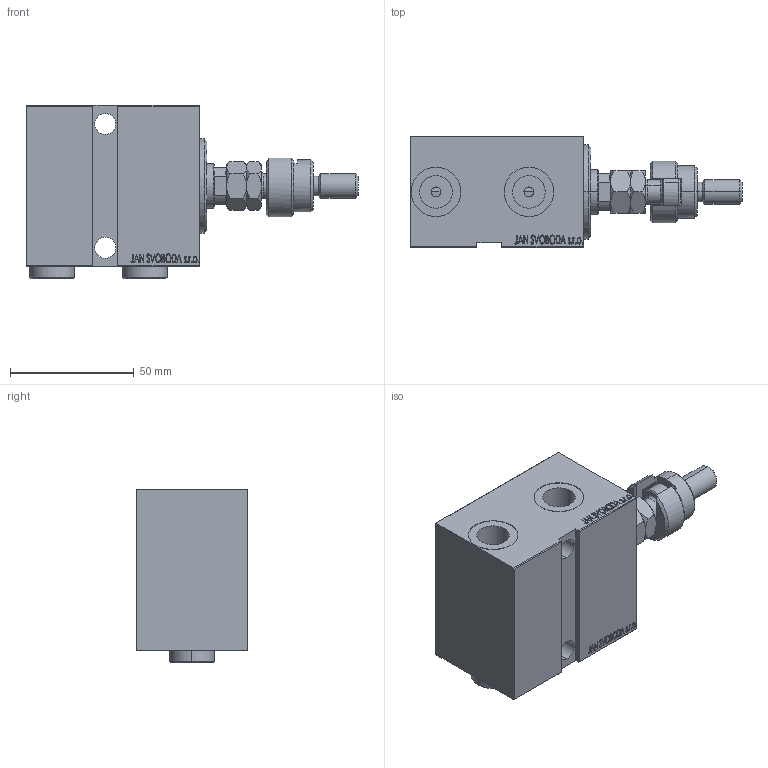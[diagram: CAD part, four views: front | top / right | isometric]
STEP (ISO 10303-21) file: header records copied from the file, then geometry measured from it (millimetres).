
FILE_DESCRIPTION (( 'STEP AP203' ), '1' );
FILE_NAME ('19d3.STEP', '2024-02-13T05:56:14', ( '' ), ( '' ), 'SwSTEP 2.0', 'SolidWorks 2019', '' );
FILE_SCHEMA (( 'CONFIG_CONTROL_DESIGN' ));
Length unit declared in the file: millimetre
Products named in the file (8): V450CM_E_VCP ce744ae0165e3a06680bdfa7f675a188; FEMALE_PART_FOR_DFA ce744ae0165e3a06680bdfa7f675a188; V450CM_E_Body ce744ae0165e3a06680bdfa7f675a188; V450CM_VC_B ce744ae0165e3a06680bdfa7f675a188; 19d3; DFA ce744ae0165e3a06680bdfa7f675a188; MFA ce744ae0165e3a06680bdfa7f675a188; Zatka_OIL_PORT ce744ae0165e3a06680bdfa7f675a188
Assembly tree (8 placements, depth 3):
  19d3
    V450CM_E_Body ce744ae0165e3a06680bdfa7f675a188
    V450CM_E_VCP ce744ae0165e3a06680bdfa7f675a188
    V450CM_VC_B ce744ae0165e3a06680bdfa7f675a188
    DFA ce744ae0165e3a06680bdfa7f675a188
      FEMALE_PART_FOR_DFA ce744ae0165e3a06680bdfa7f675a188
      MFA ce744ae0165e3a06680bdfa7f675a188
    Zatka_OIL_PORT ce744ae0165e3a06680bdfa7f675a188  x2
Bounding box: 134 x 45 x 69.9 mm (x, y, z)
Volume: 201853.5 mm3; surface area: 48471.4 mm2
Topology: 7 solids, 7 shells, 985 faces, 2480 edges, 1621 vertices
Faces by surface type: plane 470, bspline 380, cylinder 73, cone 58, torus 4
Entity records: 46964 total; most frequent: CARTESIAN_POINT 25427, ORIENTED_EDGE 4876, DIRECTION 3000, EDGE_CURVE 2438, VERTEX_POINT 1597, LINE 1412, VECTOR 1412, EDGE_LOOP 1093
